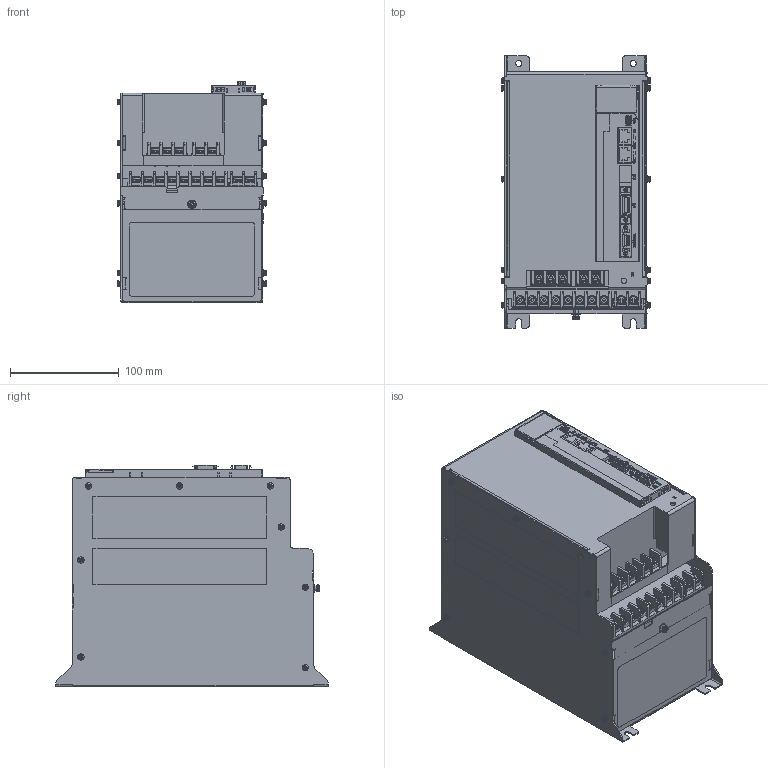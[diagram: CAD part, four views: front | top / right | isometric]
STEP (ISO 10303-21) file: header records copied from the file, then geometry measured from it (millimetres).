
FILE_DESCRIPTION (( 'STEP AP214' ), '1' );
FILE_NAME ('L7PB (5kW) redsurfs1 r1 200 faces red1r1 redsurfs1b r1Bc cmb extw fxt coord 21bb NEWaCb fxt.STEP', '2022-07-19T13:40:20', ( '' ), ( '' ), 'SwSTEP 2.0', 'SolidWorks 2021', '' );
FILE_SCHEMA (( 'AUTOMOTIVE_DESIGN' ));
Length unit declared in the file: inch
Products named in the file (1): L7PB (5kW) redsurfs1 r1 200 faces red1r1 redsurfs1b r1Bc cmb extw fxt coord 21bb NEWaCb fxt
Bounding box: 137.5 x 250 x 203.8 mm (x, y, z)
Volume: 5181266.6 mm3; surface area: 260291.4 mm2
Topology: 28 solids, 33 shells, 5237 faces, 15005 edges, 9729 vertices
Faces by surface type: plane 3541, cylinder 1225, bspline 442, cone 28, torus 1
Entity records: 183038 total; most frequent: CARTESIAN_POINT 47843, ORIENTED_EDGE 29820, DIRECTION 25904, EDGE_CURVE 14910, VECTOR 10846, LINE 10846, VERTEX_POINT 9729, AXIS2_PLACEMENT_3D 7529
